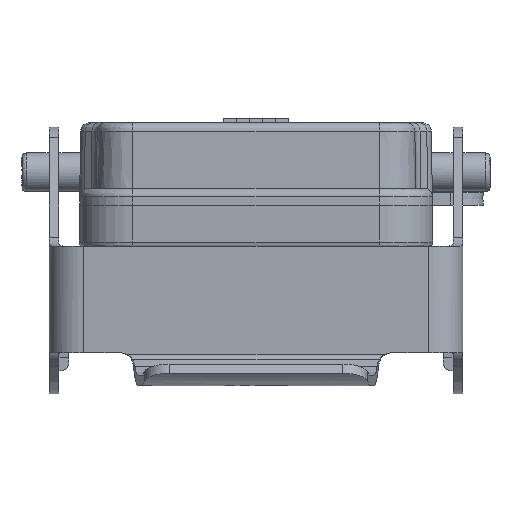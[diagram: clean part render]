
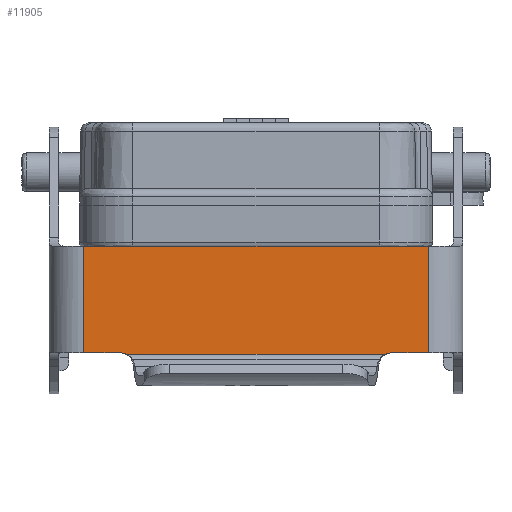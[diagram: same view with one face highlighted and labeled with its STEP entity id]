
A CAD part, left-side view. The second image highlights one B-rep face of the part: STEP entity #11905.
In plain terms, the highlighted planar face has unit normal (-1, 0, 0).
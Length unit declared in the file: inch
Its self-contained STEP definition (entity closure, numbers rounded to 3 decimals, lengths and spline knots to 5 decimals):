
#116 = LINE ( 'NONE', #202, #12144 ) ;
#202 = CARTESIAN_POINT ( 'NONE',  ( -2.37795, -0.99213, -0.11811 ) ) ;
#293 = VERTEX_POINT ( 'NONE', #10997 ) ;
#805 = VECTOR ( 'NONE', #16878, 39.37008 ) ;
#1077 = EDGE_CURVE ( 'NONE', #3564, #1221, #6518, .T. ) ;
#1221 = VERTEX_POINT ( 'NONE', #2451 ) ;
#1775 = CARTESIAN_POINT ( 'NONE',  ( -2.37795, 0.62787, -0.63192 ) ) ;
#2096 = DIRECTION ( 'NONE',  ( 0., 0., 1. ) ) ;
#2180 = CARTESIAN_POINT ( 'NONE',  ( -2.37795, -0.61966, -0.63592 ) ) ;
#2451 = CARTESIAN_POINT ( 'NONE',  ( -2.37795, 0.82677, -0.11811 ) ) ;
#3044 = LINE ( 'NONE', #16771, #5808 ) ;
#3364 = CARTESIAN_POINT ( 'NONE',  ( -2.37795, 0.61966, -0.63592 ) ) ;
#3564 = VERTEX_POINT ( 'NONE', #8284 ) ;
#3611 = ORIENTED_EDGE ( 'NONE', *, *, #8074, .F. ) ;
#3951 = VECTOR ( 'NONE', #14060, 39.37008 ) ;
#4176 = CARTESIAN_POINT ( 'NONE',  ( -2.37795, 0.82677, -0.62992 ) ) ;
#4233 = ORIENTED_EDGE ( 'NONE', *, *, #16235, .T. ) ;
#4705 = VERTEX_POINT ( 'NONE', #16558 ) ;
#4759 = B_SPLINE_CURVE_WITH_KNOTS ( 'NONE', 3,
 ( #14812, #5302, #1775, #7162 ),
 .UNSPECIFIED., .F., .F.,
 ( 4, 4 ),
 ( 0., 1. ),
 .UNSPECIFIED. ) ;
#5302 = CARTESIAN_POINT ( 'NONE',  ( -2.37795, 0.63655, -0.62992 ) ) ;
#5584 = CARTESIAN_POINT ( 'NONE',  ( -2.37795, -0.99213, -0.62992 ) ) ;
#5714 = CARTESIAN_POINT ( 'NONE',  ( -2.37795, -0.82677, -0.62992 ) ) ;
#5808 = VECTOR ( 'NONE', #8520, 39.37008 ) ;
#6390 = CARTESIAN_POINT ( 'NONE',  ( -2.37795, -0.62787, -0.63192 ) ) ;
#6506 = ORIENTED_EDGE ( 'NONE', *, *, #9795, .T. ) ;
#6518 = LINE ( 'NONE', #4176, #12408 ) ;
#6805 = B_SPLINE_CURVE_WITH_KNOTS ( 'NONE', 3,
 ( #2180, #6390, #10420, #13401 ),
 .UNSPECIFIED., .F., .F.,
 ( 4, 4 ),
 ( 0., 1. ),
 .UNSPECIFIED. ) ;
#7061 = LINE ( 'NONE', #5714, #3951 ) ;
#7162 = CARTESIAN_POINT ( 'NONE',  ( -2.37795, 0.61966, -0.63592 ) ) ;
#7226 = CARTESIAN_POINT ( 'NONE',  ( -2.37795, -0.6457, -0.62992 ) ) ;
#8074 = EDGE_CURVE ( 'NONE', #4705, #13433, #16790, .T. ) ;
#8172 = ORIENTED_EDGE ( 'NONE', *, *, #9356, .F. ) ;
#8284 = CARTESIAN_POINT ( 'NONE',  ( -2.37795, 0.82677, -0.62992 ) ) ;
#8520 = DIRECTION ( 'NONE',  ( 0., -1., 0. ) ) ;
#8843 = CARTESIAN_POINT ( 'NONE',  ( -2.37795, -0.99213, -0.62992 ) ) ;
#8878 = EDGE_CURVE ( 'NONE', #17643, #9441, #4759, .T. ) ;
#8927 = DIRECTION ( 'NONE',  ( -1., 0., 0. ) ) ;
#9117 = ORIENTED_EDGE ( 'NONE', *, *, #8878, .T. ) ;
#9208 = EDGE_LOOP ( 'NONE', ( #4233, #6506, #3611, #8172, #14317, #12808, #14836, #9117 ) ) ;
#9356 = EDGE_CURVE ( 'NONE', #293, #4705, #7061, .T. ) ;
#9441 = VERTEX_POINT ( 'NONE', #3364 ) ;
#9795 = EDGE_CURVE ( 'NONE', #10621, #13433, #6805, .T. ) ;
#10420 = CARTESIAN_POINT ( 'NONE',  ( -2.37795, -0.63655, -0.62992 ) ) ;
#10517 = PLANE ( 'NONE',  #14183 ) ;
#10621 = VERTEX_POINT ( 'NONE', #16720 ) ;
#10997 = CARTESIAN_POINT ( 'NONE',  ( -2.37795, -0.82677, -0.11811 ) ) ;
#11548 = VECTOR ( 'NONE', #17361, 39.37008 ) ;
#11905 = ADVANCED_FACE ( 'NONE', ( #15647 ), #10517, .T. ) ;
#12144 = VECTOR ( 'NONE', #16614, 39.37008 ) ;
#12408 = VECTOR ( 'NONE', #13523, 39.37008 ) ;
#12808 = ORIENTED_EDGE ( 'NONE', *, *, #1077, .F. ) ;
#13245 = CARTESIAN_POINT ( 'NONE',  ( -2.37795, -0.99213, -0.62992 ) ) ;
#13401 = CARTESIAN_POINT ( 'NONE',  ( -2.37795, -0.6457, -0.62992 ) ) ;
#13433 = VERTEX_POINT ( 'NONE', #7226 ) ;
#13523 = DIRECTION ( 'NONE',  ( 0., 0., 1. ) ) ;
#13981 = CARTESIAN_POINT ( 'NONE',  ( -2.37795, 0.6457, -0.62992 ) ) ;
#14060 = DIRECTION ( 'NONE',  ( 0., 0., -1. ) ) ;
#14183 = AXIS2_PLACEMENT_3D ( 'NONE', #8843, #8927, #2096 ) ;
#14317 = ORIENTED_EDGE ( 'NONE', *, *, #15604, .T. ) ;
#14812 = CARTESIAN_POINT ( 'NONE',  ( -2.37795, 0.6457, -0.62992 ) ) ;
#14836 = ORIENTED_EDGE ( 'NONE', *, *, #16802, .T. ) ;
#15604 = EDGE_CURVE ( 'NONE', #293, #1221, #116, .T. ) ;
#15647 = FACE_OUTER_BOUND ( 'NONE', #9208, .T. ) ;
#15926 = LINE ( 'NONE', #13245, #11548 ) ;
#16235 = EDGE_CURVE ( 'NONE', #9441, #10621, #3044, .T. ) ;
#16558 = CARTESIAN_POINT ( 'NONE',  ( -2.37795, -0.82677, -0.62992 ) ) ;
#16614 = DIRECTION ( 'NONE',  ( 0., 1., 0. ) ) ;
#16720 = CARTESIAN_POINT ( 'NONE',  ( -2.37795, -0.61966, -0.63592 ) ) ;
#16771 = CARTESIAN_POINT ( 'NONE',  ( -2.37795, -0.99213, -0.63592 ) ) ;
#16790 = LINE ( 'NONE', #5584, #805 ) ;
#16802 = EDGE_CURVE ( 'NONE', #3564, #17643, #15926, .T. ) ;
#16878 = DIRECTION ( 'NONE',  ( 0., 1., 0. ) ) ;
#17361 = DIRECTION ( 'NONE',  ( 0., -1., 0. ) ) ;
#17643 = VERTEX_POINT ( 'NONE', #13981 ) ;
